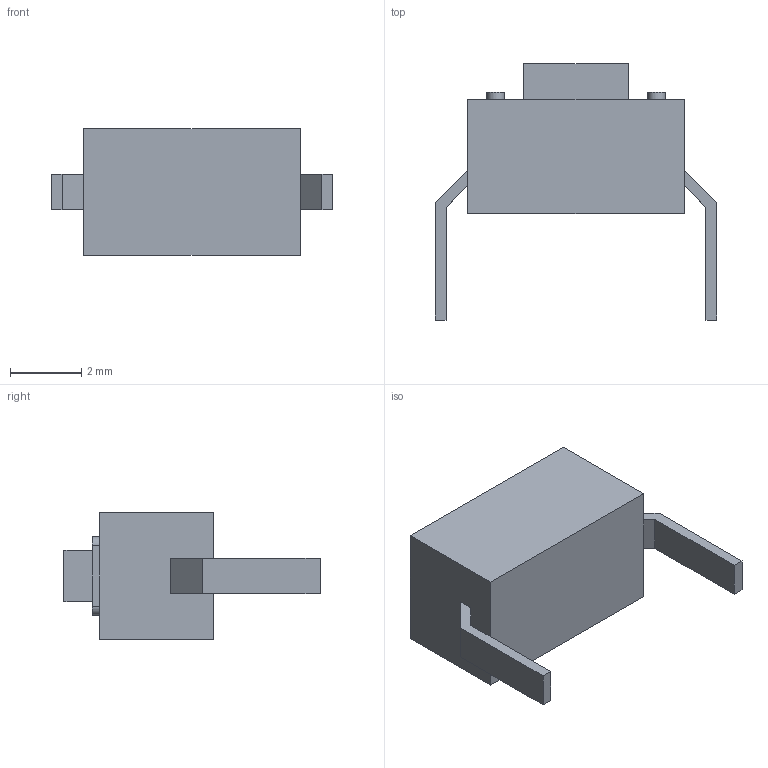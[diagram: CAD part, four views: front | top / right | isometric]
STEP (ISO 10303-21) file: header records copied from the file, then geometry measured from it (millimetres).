
FILE_DESCRIPTION (( 'STEP AP214' ), '1' );
FILE_NAME ('Push_Button.STEP', '2020-04-13T13:29:45', ( '' ), ( '' ), 'SwSTEP 2.0', 'SolidWorks 2019', '' );
FILE_SCHEMA (( 'AUTOMOTIVE_DESIGN' ));
Length unit declared in the file: millimetre
Products named in the file (1): Push_Button
Bounding box: 7.92 x 7.21 x 3.55 mm (x, y, z)
Volume: 76.8 mm3; surface area: 138.2 mm2
Topology: 1 solids, 1 shells, 37 faces, 90 edges, 60 vertices
Faces by surface type: plane 31, cylinder 6
Entity records: 1517 total; most frequent: CARTESIAN_POINT 188, ORIENTED_EDGE 180, DIRECTION 178, EDGE_CURVE 90, VECTOR 78, LINE 78, VERTEX_POINT 60, AXIS2_PLACEMENT_3D 50
